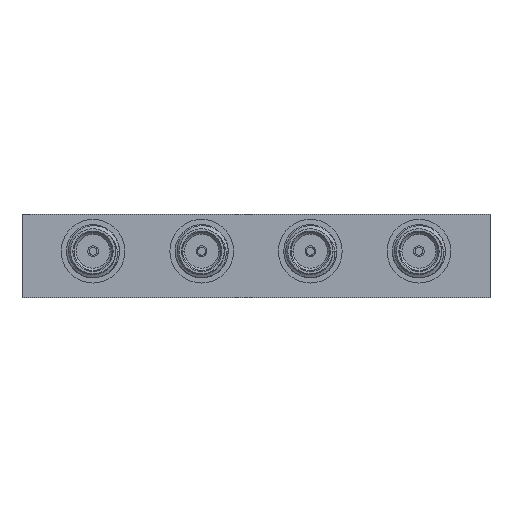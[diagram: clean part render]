
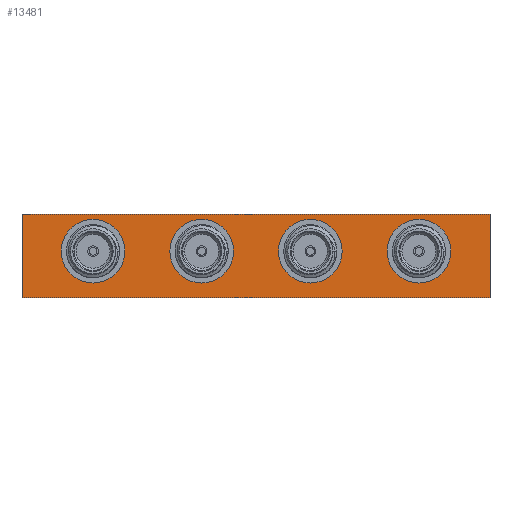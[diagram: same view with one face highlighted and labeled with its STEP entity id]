
A CAD part, front view. The second image highlights one B-rep face of the part: STEP entity #13481.
In plain terms, the highlighted planar face has unit normal (0, -1, 0).
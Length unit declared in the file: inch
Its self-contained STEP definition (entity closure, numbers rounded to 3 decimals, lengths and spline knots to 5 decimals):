
#82 = DIRECTION ( 'NONE',  ( 0., 1., 0. ) ) ;
#495 = VERTEX_POINT ( 'NONE', #27003 ) ;
#530 = LINE ( 'NONE', #22131, #24868 ) ;
#574 = FACE_OUTER_BOUND ( 'NONE', #29675, .T. ) ;
#911 = ORIENTED_EDGE ( 'NONE', *, *, #23309, .T. ) ;
#1138 = EDGE_CURVE ( 'NONE', #1264, #9315, #28486, .T. ) ;
#1163 = DIRECTION ( 'NONE',  ( 0., 1., 0. ) ) ;
#1264 = VERTEX_POINT ( 'NONE', #15412 ) ;
#1343 = LINE ( 'NONE', #17461, #11136 ) ;
#1736 = VERTEX_POINT ( 'NONE', #26696 ) ;
#2049 = CARTESIAN_POINT ( 'NONE',  ( 0.25591, -0.84646, 0.17362 ) ) ;
#2646 = DIRECTION ( 'NONE',  ( 0., 1., 0. ) ) ;
#2899 = CARTESIAN_POINT ( 'NONE',  ( 0.76772, -0.84646, 0.02362 ) ) ;
#2926 = DIRECTION ( 'NONE',  ( 0., 1., 0. ) ) ;
#3008 = CARTESIAN_POINT ( 'NONE',  ( -0.25591, -0.84646, 0.02362 ) ) ;
#3092 = DIRECTION ( 'NONE',  ( 1., 0., 0. ) ) ;
#3156 = FACE_BOUND ( 'NONE', #9629, .T. ) ;
#3162 = DIRECTION ( 'NONE',  ( 0., 1., 0. ) ) ;
#3280 = CARTESIAN_POINT ( 'NONE',  ( 0.76772, -0.84646, -0.12638 ) ) ;
#3401 = DIRECTION ( 'NONE',  ( 0., 0., 1. ) ) ;
#4222 = CARTESIAN_POINT ( 'NONE',  ( -1.10236, -0.84646, 0.19685 ) ) ;
#4248 = ORIENTED_EDGE ( 'NONE', *, *, #7121, .T. ) ;
#4954 = EDGE_LOOP ( 'NONE', ( #11287, #27082 ) ) ;
#5146 = DIRECTION ( 'NONE',  ( 1., 0., 0. ) ) ;
#5509 = VERTEX_POINT ( 'NONE', #12621 ) ;
#5565 = ORIENTED_EDGE ( 'NONE', *, *, #34785, .F. ) ;
#6199 = EDGE_CURVE ( 'NONE', #9315, #1264, #29630, .T. ) ;
#6599 = VERTEX_POINT ( 'NONE', #4222 ) ;
#6869 = EDGE_CURVE ( 'NONE', #9046, #5509, #13324, .T. ) ;
#6970 = CARTESIAN_POINT ( 'NONE',  ( -0.76772, -0.84646, 0.17362 ) ) ;
#6980 = DIRECTION ( 'NONE',  ( 0., 0., -1. ) ) ;
#7121 = EDGE_CURVE ( 'NONE', #6599, #21114, #19312, .T. ) ;
#7418 = ORIENTED_EDGE ( 'NONE', *, *, #18026, .F. ) ;
#7730 = VERTEX_POINT ( 'NONE', #3280 ) ;
#7833 = FACE_BOUND ( 'NONE', #21830, .T. ) ;
#7850 = CARTESIAN_POINT ( 'NONE',  ( -1.10236, -0.84646, -0.19685 ) ) ;
#8626 = CARTESIAN_POINT ( 'NONE',  ( 1.10236, -0.84646, -0.19685 ) ) ;
#8643 = CARTESIAN_POINT ( 'NONE',  ( 0.25591, -0.84646, 0.02362 ) ) ;
#8650 = CARTESIAN_POINT ( 'NONE',  ( -0.76772, -0.84646, 0.02362 ) ) ;
#8830 = DIRECTION ( 'NONE',  ( 0., -1., 0. ) ) ;
#9046 = VERTEX_POINT ( 'NONE', #22229 ) ;
#9068 = DIRECTION ( 'NONE',  ( 0., 0., -1. ) ) ;
#9315 = VERTEX_POINT ( 'NONE', #6970 ) ;
#9452 = AXIS2_PLACEMENT_3D ( 'NONE', #8650, #2926, #27629 ) ;
#9629 = EDGE_LOOP ( 'NONE', ( #5565, #19202 ) ) ;
#9660 = DIRECTION ( 'NONE',  ( 0., 1., 0. ) ) ;
#9710 = CARTESIAN_POINT ( 'NONE',  ( 0.25591, -0.84646, 0.02362 ) ) ;
#9890 = CARTESIAN_POINT ( 'NONE',  ( -1.10236, -0.84646, -0.19685 ) ) ;
#10630 = DIRECTION ( 'NONE',  ( 0., 0., -1. ) ) ;
#10928 = CIRCLE ( 'NONE', #20070, 0.15 ) ;
#11136 = VECTOR ( 'NONE', #6980, 39.37008 ) ;
#11154 = CARTESIAN_POINT ( 'NONE',  ( -0.76772, -0.84646, 0.02362 ) ) ;
#11206 = DIRECTION ( 'NONE',  ( 0., 0., 1. ) ) ;
#11287 = ORIENTED_EDGE ( 'NONE', *, *, #28108, .T. ) ;
#11538 = CARTESIAN_POINT ( 'NONE',  ( 0.76772, -0.84646, 0.02362 ) ) ;
#11557 = EDGE_CURVE ( 'NONE', #1736, #32881, #26428, .T. ) ;
#12621 = CARTESIAN_POINT ( 'NONE',  ( -0.25591, -0.84646, 0.17362 ) ) ;
#12663 = DIRECTION ( 'NONE',  ( 0., 0., 1. ) ) ;
#12765 = ORIENTED_EDGE ( 'NONE', *, *, #11557, .T. ) ;
#13324 = CIRCLE ( 'NONE', #14785, 0.15 ) ;
#13481 = ADVANCED_FACE ( 'NONE', ( #22780, #28346, #7833, #3156, #574 ), #26038, .F. ) ;
#13648 = CIRCLE ( 'NONE', #34729, 0.15 ) ;
#14785 = AXIS2_PLACEMENT_3D ( 'NONE', #3008, #2646, #11206 ) ;
#15412 = CARTESIAN_POINT ( 'NONE',  ( -0.76772, -0.84646, -0.12638 ) ) ;
#15964 = AXIS2_PLACEMENT_3D ( 'NONE', #8643, #3162, #3401 ) ;
#16591 = LINE ( 'NONE', #9890, #30729 ) ;
#17461 = CARTESIAN_POINT ( 'NONE',  ( 1.10236, -0.84646, 0.19685 ) ) ;
#17907 = CARTESIAN_POINT ( 'NONE',  ( -0.25591, -0.84646, 0.02362 ) ) ;
#18026 = EDGE_CURVE ( 'NONE', #26082, #29149, #1343, .T. ) ;
#19202 = ORIENTED_EDGE ( 'NONE', *, *, #22576, .F. ) ;
#19312 = LINE ( 'NONE', #22297, #26613 ) ;
#19396 = CIRCLE ( 'NONE', #23581, 0.15 ) ;
#19579 = ORIENTED_EDGE ( 'NONE', *, *, #1138, .T. ) ;
#20070 = AXIS2_PLACEMENT_3D ( 'NONE', #9710, #1163, #23198 ) ;
#21114 = VERTEX_POINT ( 'NONE', #7850 ) ;
#21405 = AXIS2_PLACEMENT_3D ( 'NONE', #11154, #82, #27169 ) ;
#21485 = DIRECTION ( 'NONE',  ( 0., -1., 0. ) ) ;
#21830 = EDGE_LOOP ( 'NONE', ( #911, #12765 ) ) ;
#22131 = CARTESIAN_POINT ( 'NONE',  ( -1.10236, -0.84646, 0.19685 ) ) ;
#22229 = CARTESIAN_POINT ( 'NONE',  ( -0.25591, -0.84646, -0.12638 ) ) ;
#22297 = CARTESIAN_POINT ( 'NONE',  ( -1.10236, -0.84646, 0.19685 ) ) ;
#22576 = EDGE_CURVE ( 'NONE', #7730, #495, #31480, .T. ) ;
#22666 = DIRECTION ( 'NONE',  ( 0., 0., -1. ) ) ;
#22779 = EDGE_LOOP ( 'NONE', ( #29070, #19579 ) ) ;
#22780 = FACE_BOUND ( 'NONE', #22779, .T. ) ;
#23150 = CARTESIAN_POINT ( 'NONE',  ( -1.10236, -0.84646, 0.19685 ) ) ;
#23198 = DIRECTION ( 'NONE',  ( 0., 0., 1. ) ) ;
#23309 = EDGE_CURVE ( 'NONE', #32881, #1736, #10928, .T. ) ;
#23581 = AXIS2_PLACEMENT_3D ( 'NONE', #11538, #8830, #9068 ) ;
#24868 = VECTOR ( 'NONE', #3092, 39.37008 ) ;
#25634 = ORIENTED_EDGE ( 'NONE', *, *, #25828, .F. ) ;
#25828 = EDGE_CURVE ( 'NONE', #6599, #26082, #530, .T. ) ;
#26038 = PLANE ( 'NONE',  #33448 ) ;
#26082 = VERTEX_POINT ( 'NONE', #32169 ) ;
#26428 = CIRCLE ( 'NONE', #15964, 0.15 ) ;
#26613 = VECTOR ( 'NONE', #22666, 39.37008 ) ;
#26696 = CARTESIAN_POINT ( 'NONE',  ( 0.25591, -0.84646, -0.12638 ) ) ;
#27003 = CARTESIAN_POINT ( 'NONE',  ( 0.76772, -0.84646, 0.17362 ) ) ;
#27082 = ORIENTED_EDGE ( 'NONE', *, *, #6869, .T. ) ;
#27169 = DIRECTION ( 'NONE',  ( 0., 0., 1. ) ) ;
#27629 = DIRECTION ( 'NONE',  ( 0., 0., 1. ) ) ;
#28108 = EDGE_CURVE ( 'NONE', #5509, #9046, #13648, .T. ) ;
#28346 = FACE_BOUND ( 'NONE', #4954, .T. ) ;
#28486 = CIRCLE ( 'NONE', #9452, 0.15 ) ;
#28587 = EDGE_CURVE ( 'NONE', #21114, #29149, #16591, .T. ) ;
#28661 = ORIENTED_EDGE ( 'NONE', *, *, #28587, .T. ) ;
#28799 = DIRECTION ( 'NONE',  ( 0., 0., 1. ) ) ;
#29059 = DIRECTION ( 'NONE',  ( 0., 1., 0. ) ) ;
#29070 = ORIENTED_EDGE ( 'NONE', *, *, #6199, .T. ) ;
#29149 = VERTEX_POINT ( 'NONE', #8626 ) ;
#29630 = CIRCLE ( 'NONE', #21405, 0.15 ) ;
#29675 = EDGE_LOOP ( 'NONE', ( #28661, #7418, #25634, #4248 ) ) ;
#30729 = VECTOR ( 'NONE', #5146, 39.37008 ) ;
#31480 = CIRCLE ( 'NONE', #34992, 0.15 ) ;
#32169 = CARTESIAN_POINT ( 'NONE',  ( 1.10236, -0.84646, 0.19685 ) ) ;
#32881 = VERTEX_POINT ( 'NONE', #2049 ) ;
#33448 = AXIS2_PLACEMENT_3D ( 'NONE', #23150, #9660, #28799 ) ;
#34729 = AXIS2_PLACEMENT_3D ( 'NONE', #17907, #29059, #12663 ) ;
#34785 = EDGE_CURVE ( 'NONE', #495, #7730, #19396, .T. ) ;
#34992 = AXIS2_PLACEMENT_3D ( 'NONE', #2899, #21485, #10630 ) ;
